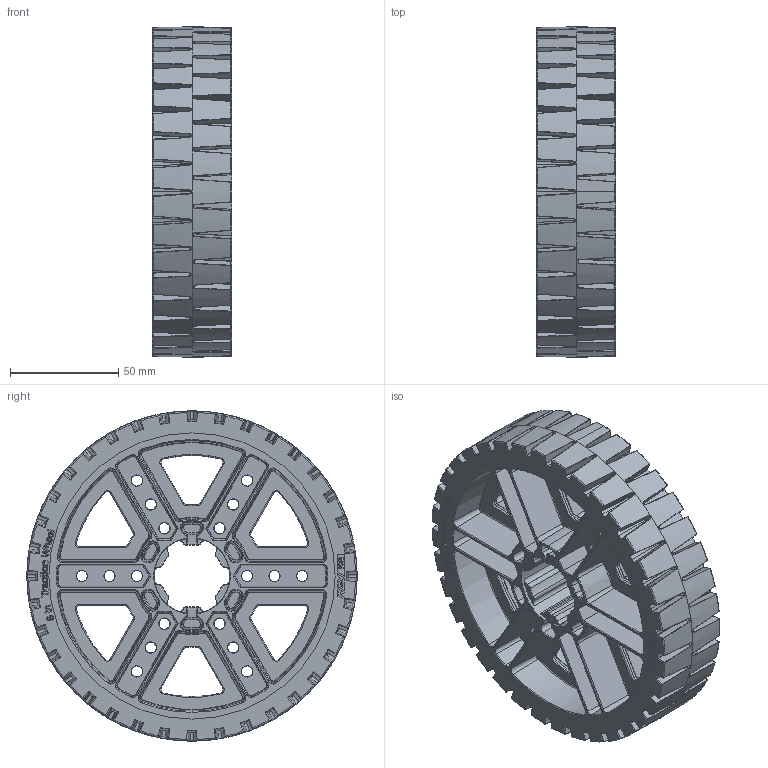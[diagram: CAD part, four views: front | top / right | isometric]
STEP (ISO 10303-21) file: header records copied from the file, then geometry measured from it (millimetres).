
FILE_DESCRIPTION (( 'STEP AP203' ), '1' );
FILE_NAME ('Traction Wheel - 6in - MAXSpline.STEP', '2022-04-05T14:13:44', ( '' ), ( '' ), 'SwSTEP 2.0', 'SolidWorks 2022', '' );
FILE_SCHEMA (( 'CONFIG_CONTROL_DESIGN' ));
Length unit declared in the file: inch
Products named in the file (1): Traction Wheel - 6in - MAXSpline
Bounding box: 36.71 x 152.4 x 152.4 mm (x, y, z)
Volume: 288031.4 mm3; surface area: 183537.3 mm2
Topology: 2 solids, 2 shells, 6086 faces, 15120 edges, 8490 vertices
Faces by surface type: bspline 2686, torus 1333, plane 800, cone 746, cylinder 503, sphere 18
Entity records: 249902 total; most frequent: CARTESIAN_POINT 125772, ORIENTED_EDGE 29088, DIRECTION 21969, EDGE_CURVE 14544, AXIS2_PLACEMENT_3D 9183, VERTEX_POINT 8490, EDGE_LOOP 6238, FACE_OUTER_BOUND 6086
